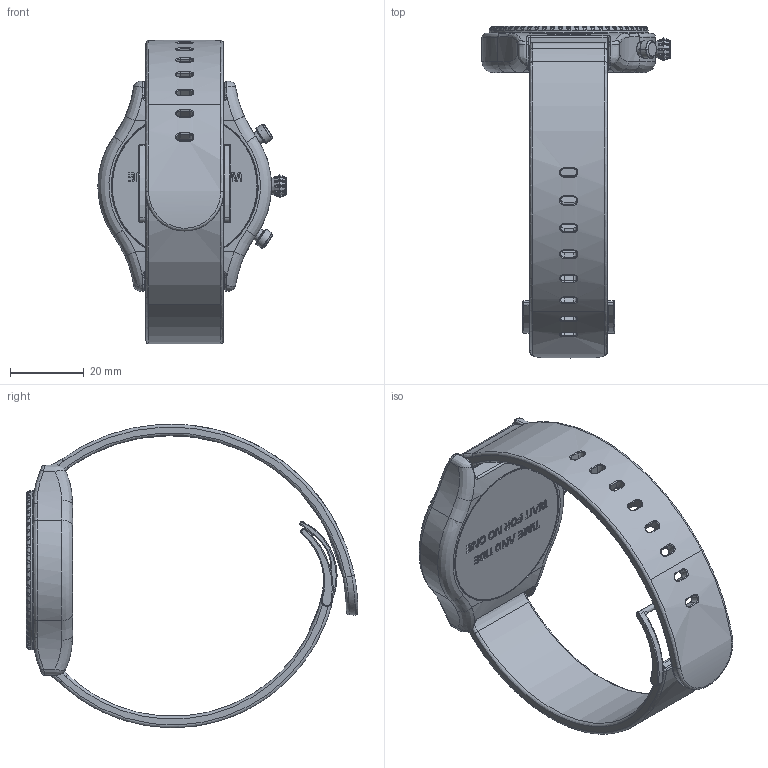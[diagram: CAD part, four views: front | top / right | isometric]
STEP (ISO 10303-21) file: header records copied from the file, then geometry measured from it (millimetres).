
FILE_DESCRIPTION(('FreeCAD Model'),'2;1');
FILE_NAME('Open CASCADE Shape Model','2025-05-04T12:46:19',('FreeCAD'),( 'FreeCAD'),'Open CASCADE STEP processor 7.6','FreeCAD','Unknown');
FILE_SCHEMA(('AUTOMOTIVE_DESIGN { 1 0 10303 214 1 1 1 1 }'));
Products named in the file (1): Open CASCADE STEP translator 7.6 1
Bounding box: 51 x 89.95 x 82.32 mm (x, y, z)
Volume: 35618.2 mm3; surface area: 27486.3 mm2
Topology: 189 solids, 189 shells, 5290 faces, 12101 edges, 7043 vertices
Faces by surface type: bspline 5290
Entity records: 182266 total; most frequent: CARTESIAN_POINT 111363, ORIENTED_EDGE 23812, EDGE_CURVE 11906, B_SPLINE_CURVE_WITH_KNOTS 8700, VERTEX_POINT 7043, FACE_BOUND 5410, EDGE_LOOP 5410, ADVANCED_FACE 5290
